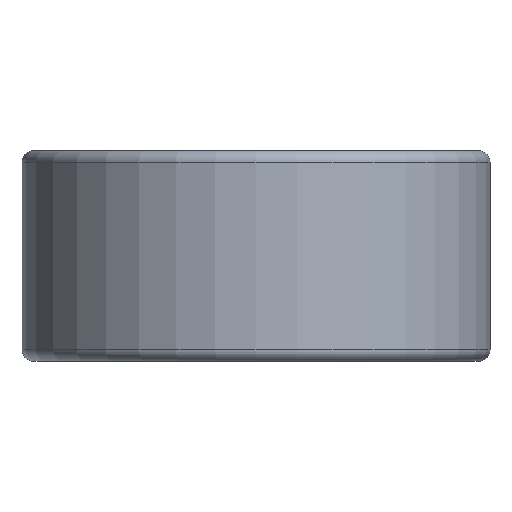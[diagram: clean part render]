
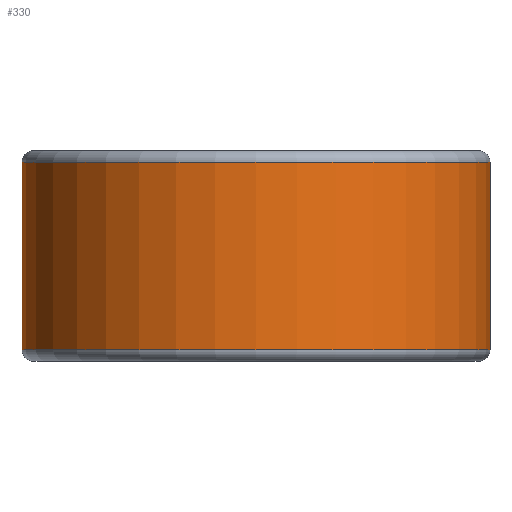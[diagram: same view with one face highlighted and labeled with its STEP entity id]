
A CAD part, front view. The second image highlights one B-rep face of the part: STEP entity #330.
In plain terms, the highlighted cylindrical face has radius 40 mm (diameter 80 mm), a partial arc.
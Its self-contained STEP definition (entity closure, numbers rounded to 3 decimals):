
#28 = EDGE_LOOP ( 'NONE', ( #1475, #1204, #2320, #4206 ) ) ;
#104 = DIRECTION ( 'NONE',  ( 1., 0., 0. ) ) ;
#117 = VECTOR ( 'NONE', #3682, 1000. ) ;
#330 = ADVANCED_FACE ( 'NONE', ( #792 ), #5193, .T. ) ;
#792 = FACE_OUTER_BOUND ( 'NONE', #28, .T. ) ;
#850 = VERTEX_POINT ( 'NONE', #3320 ) ;
#1204 = ORIENTED_EDGE ( 'NONE', *, *, #5404, .T. ) ;
#1475 = ORIENTED_EDGE ( 'NONE', *, *, #3117, .F. ) ;
#1550 = AXIS2_PLACEMENT_3D ( 'NONE', #4312, #2913, #6453 ) ;
#1841 = AXIS2_PLACEMENT_3D ( 'NONE', #1844, #2944, #3459 ) ;
#1844 = CARTESIAN_POINT ( 'NONE',  ( 0., 0., 0. ) ) ;
#2209 = CARTESIAN_POINT ( 'NONE',  ( -40., 0., 16. ) ) ;
#2232 = LINE ( 'NONE', #3231, #117 ) ;
#2320 = ORIENTED_EDGE ( 'NONE', *, *, #5229, .T. ) ;
#2437 = DIRECTION ( 'NONE',  ( 0., 0., -1. ) ) ;
#2913 = DIRECTION ( 'NONE',  ( 0., 0., 1. ) ) ;
#2944 = DIRECTION ( 'NONE',  ( 0., 0., -1. ) ) ;
#2971 = CARTESIAN_POINT ( 'NONE',  ( 40., 0., -16. ) ) ;
#3117 = EDGE_CURVE ( 'NONE', #5695, #5069, #4497, .T. ) ;
#3231 = CARTESIAN_POINT ( 'NONE',  ( -40., 0., 0. ) ) ;
#3289 = CARTESIAN_POINT ( 'NONE',  ( 40., 0., 16. ) ) ;
#3320 = CARTESIAN_POINT ( 'NONE',  ( -40., 0., -16. ) ) ;
#3459 = DIRECTION ( 'NONE',  ( -1., 0., 0. ) ) ;
#3639 = VECTOR ( 'NONE', #2437, 1000. ) ;
#3642 = CARTESIAN_POINT ( 'NONE',  ( 0., 0., 16. ) ) ;
#3682 = DIRECTION ( 'NONE',  ( 0., 0., -1. ) ) ;
#4206 = ORIENTED_EDGE ( 'NONE', *, *, #4402, .T. ) ;
#4290 = VERTEX_POINT ( 'NONE', #2209 ) ;
#4312 = CARTESIAN_POINT ( 'NONE',  ( 0., 0., -16. ) ) ;
#4338 = CIRCLE ( 'NONE', #6359, 40. ) ;
#4402 = EDGE_CURVE ( 'NONE', #850, #5069, #5528, .T. ) ;
#4453 = CARTESIAN_POINT ( 'NONE',  ( 40., 0., 0. ) ) ;
#4497 = LINE ( 'NONE', #4453, #3639 ) ;
#4548 = DIRECTION ( 'NONE',  ( 0., 0., -1. ) ) ;
#5069 = VERTEX_POINT ( 'NONE', #2971 ) ;
#5193 = CYLINDRICAL_SURFACE ( 'NONE', #1841, 40. ) ;
#5229 = EDGE_CURVE ( 'NONE', #4290, #850, #2232, .T. ) ;
#5404 = EDGE_CURVE ( 'NONE', #5695, #4290, #4338, .T. ) ;
#5528 = CIRCLE ( 'NONE', #1550, 40. ) ;
#5695 = VERTEX_POINT ( 'NONE', #3289 ) ;
#6359 = AXIS2_PLACEMENT_3D ( 'NONE', #3642, #4548, #104 ) ;
#6453 = DIRECTION ( 'NONE',  ( -1., 0., 0. ) ) ;
